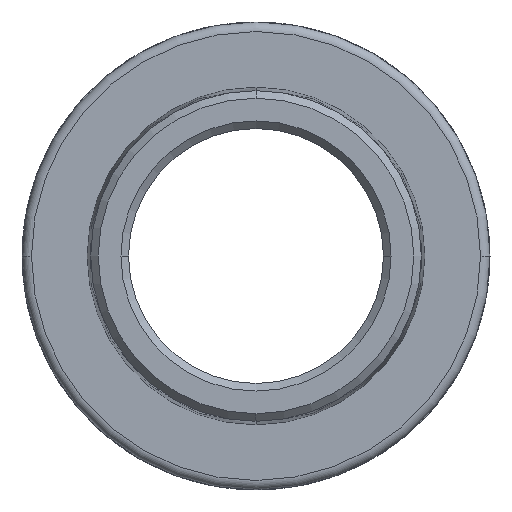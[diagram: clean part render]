
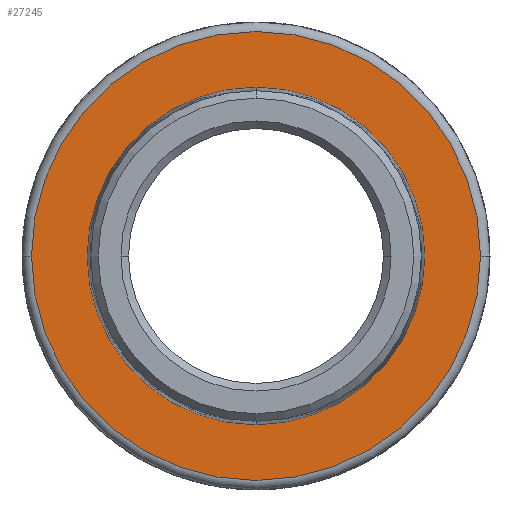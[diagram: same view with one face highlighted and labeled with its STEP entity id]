
A CAD part, front view. The second image highlights one B-rep face of the part: STEP entity #27245.
In plain terms, the highlighted planar face has unit normal (0, -1, 0).
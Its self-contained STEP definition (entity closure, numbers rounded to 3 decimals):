
#5130=CARTESIAN_POINT('',(-59.,-29.,0.041));
#5131=CARTESIAN_POINT('',(-59.,-29.,0.027));
#5132=CARTESIAN_POINT('',(-59.,-29.,0.014));
#5133=CARTESIAN_POINT('',(-59.,-29.,0.));
#5150=CARTESIAN_POINT('',(0.,-29.,0.));
#5151=DIRECTION('',(0.,1.,0.));
#5152=DIRECTION('',(1.,0.,-0.001));
#5153=AXIS2_PLACEMENT_3D('',#5150,#5151,#5152);
#5155=CARTESIAN_POINT('',(0.,-29.,0.));
#5156=DIRECTION('',(0.,1.,0.));
#5157=DIRECTION('',(-1.,0.,0.001));
#5158=AXIS2_PLACEMENT_3D('',#5155,#5156,#5157);
#5160=CARTESIAN_POINT('',(0.,-29.,0.));
#5161=DIRECTION('',(0.,-1.,0.));
#5162=DIRECTION('',(0.,0.,1.));
#5163=AXIS2_PLACEMENT_3D('',#5160,#5161,#5162);
#5165=CARTESIAN_POINT('',(0.,-29.,0.));
#5166=DIRECTION('',(0.,-1.,0.));
#5167=DIRECTION('',(0.,0.,-1.));
#5168=AXIS2_PLACEMENT_3D('',#5165,#5166,#5167);
#5170=CARTESIAN_POINT('',(59.,-29.,-0.041));
#5171=CARTESIAN_POINT('',(59.,-29.,-0.027));
#5172=CARTESIAN_POINT('',(59.,-29.,-0.014));
#5173=CARTESIAN_POINT('',(59.,-29.,0.));
#22134=CARTESIAN_POINT('',(59.,-29.,-0.041));
#22135=CARTESIAN_POINT('',(-59.,-29.,0.));
#22136=VERTEX_POINT('',#22134);
#22137=VERTEX_POINT('',#22135);
#22138=VERTEX_POINT('',#5173);
#22139=CARTESIAN_POINT('',(-59.,-29.,0.041));
#22140=VERTEX_POINT('',#22139);
#22141=CARTESIAN_POINT('',(0.,-29.,44.364));
#22142=CARTESIAN_POINT('',(0.,-29.,-44.364));
#22143=VERTEX_POINT('',#22141);
#22144=VERTEX_POINT('',#22142);
#27226=CARTESIAN_POINT('',(0.,-29.,0.));
#27227=DIRECTION('',(0.,1.,0.));
#27228=DIRECTION('',(1.,0.,0.));
#27229=AXIS2_PLACEMENT_3D('',#27226,#27227,#27228);
#27230=PLANE('',#27229);
#27232=ORIENTED_EDGE('',*,*,#27231,.F.);
#27234=ORIENTED_EDGE('',*,*,#27233,.T.);
#27235=ORIENTED_EDGE('',*,*,#27215,.F.);
#27236=ORIENTED_EDGE('',*,*,#27213,.T.);
#27237=EDGE_LOOP('',(#27232,#27234,#27235,#27236));
#27238=FACE_OUTER_BOUND('',#27237,.F.);
#27240=ORIENTED_EDGE('',*,*,#27239,.T.);
#27242=ORIENTED_EDGE('',*,*,#27241,.T.);
#27243=EDGE_LOOP('',(#27240,#27242));
#27244=FACE_BOUND('',#27243,.F.);
#27245=ADVANCED_FACE('',(#27238,#27244),#27230,.F.);
#5134=B_SPLINE_CURVE_WITH_KNOTS('',3,(#5130,#5131,#5132,#5133),.UNSPECIFIED.,
.F.,.F.,(4,4),(0.,1.),.UNSPECIFIED.);
#5154=CIRCLE('',#5153,59.);
#5159=CIRCLE('',#5158,59.);
#5164=CIRCLE('',#5163,44.364);
#5169=CIRCLE('',#5168,44.364);
#5174=B_SPLINE_CURVE_WITH_KNOTS('',3,(#5170,#5171,#5172,#5173),.UNSPECIFIED.,
.F.,.F.,(4,4),(0.,1.),.UNSPECIFIED.);
#27213=EDGE_CURVE('',#22140,#22138,#5159,.T.);
#27215=EDGE_CURVE('',#22140,#22137,#5134,.T.);
#27231=EDGE_CURVE('',#22136,#22138,#5174,.T.);
#27233=EDGE_CURVE('',#22136,#22137,#5154,.T.);
#27239=EDGE_CURVE('',#22143,#22144,#5164,.T.);
#27241=EDGE_CURVE('',#22144,#22143,#5169,.T.);
